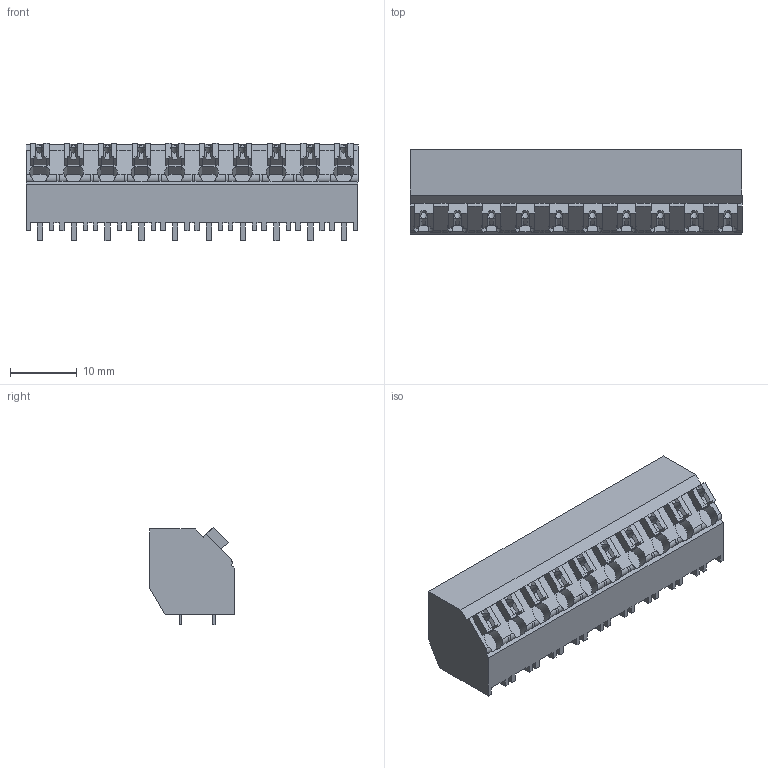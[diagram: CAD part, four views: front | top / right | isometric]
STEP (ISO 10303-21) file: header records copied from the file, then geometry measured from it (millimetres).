
FILE_DESCRIPTION(('CATIA V5 STEP Exchange','CAx-IF Rec.Pracs.--- Model Styling and Organization---1.2---2011-12-15'),'2;1');
FILE_NAME ('D1458418_0_1884810000_1884810000.stp','2018-03-20T13:23:25+00:00',('none'),('Weidmueller'),'CATIA Version 5-6 Release 2014','CATIA V5 STEP AP214','none');
FILE_SCHEMA(('AUTOMOTIVE_DESIGN { 1 0 10303 214 1 1 1 1 }'));
Length unit declared in the file: millimetre
Products named in the file (1): 1884810000
Bounding box: 49.92 x 12.7 x 14.66 mm (x, y, z)
Volume: 5768 mm3; surface area: 5432.7 mm2
Topology: 31 solids, 31 shells, 737 faces, 2114 edges, 1448 vertices
Faces by surface type: plane 669, cylinder 68
Entity records: 22027 total; most frequent: CARTESIAN_POINT 4285, ORIENTED_EDGE 4228, DIRECTION 2718, EDGE_CURVE 2114, VECTOR 1895, LINE 1895, VERTEX_POINT 1448, EDGE_LOOP 766
